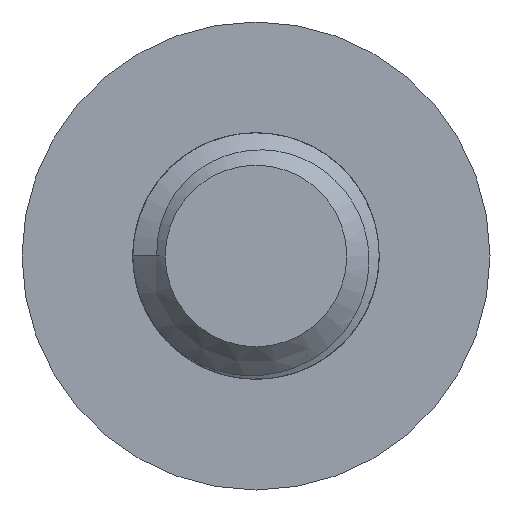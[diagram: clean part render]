
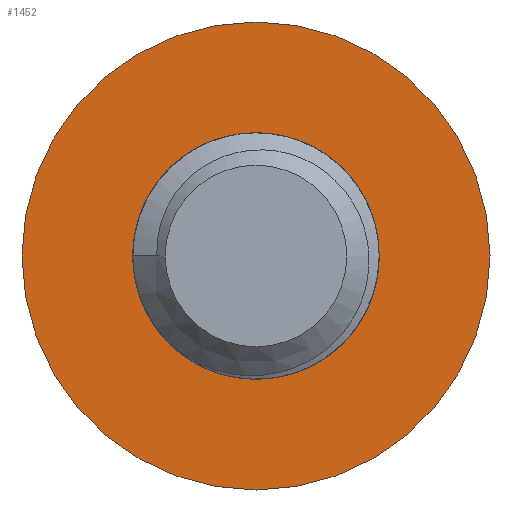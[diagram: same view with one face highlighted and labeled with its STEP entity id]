
A CAD part, left-side view. The second image highlights one B-rep face of the part: STEP entity #1452.
In plain terms, the highlighted face is planar.
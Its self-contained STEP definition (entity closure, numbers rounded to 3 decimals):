
#24=PLANE('',#1563);
#36=FACE_BOUND('',#210,.T.);
#45=CIRCLE('',#1517,2.);
#48=CIRCLE('',#1549,3.8);
#57=CIRCLE('',#1564,2.);
#123=FACE_OUTER_BOUND('',#209,.T.);
#209=EDGE_LOOP('',(#1140));
#210=EDGE_LOOP('',(#1141,#1142));
#581=VERTEX_POINT('',#8672);
#582=VERTEX_POINT('',#8687);
#640=VERTEX_POINT('',#10777);
#753=EDGE_CURVE('',#581,#582,#45,.T.);
#840=EDGE_CURVE('',#640,#640,#48,.T.);
#854=EDGE_CURVE('',#582,#581,#57,.T.);
#1140=ORIENTED_EDGE('',*,*,#840,.F.);
#1141=ORIENTED_EDGE('',*,*,#854,.F.);
#1142=ORIENTED_EDGE('',*,*,#753,.F.);
#1452=ADVANCED_FACE('',(#123,#36),#24,.F.);
#1517=AXIS2_PLACEMENT_3D('',#8688,#1679,#1680);
#1549=AXIS2_PLACEMENT_3D('',#10779,#1771,#1772);
#1563=AXIS2_PLACEMENT_3D('',#10882,#1801,#1802);
#1564=AXIS2_PLACEMENT_3D('',#10883,#1803,#1804);
#1679=DIRECTION('center_axis',(0.,0.,-1.));
#1680=DIRECTION('ref_axis',(1.,0.,0.));
#1771=DIRECTION('center_axis',(0.,0.,1.));
#1772=DIRECTION('ref_axis',(1.,0.,0.));
#1801=DIRECTION('center_axis',(0.,0.,1.));
#1802=DIRECTION('ref_axis',(1.,0.,0.));
#1803=DIRECTION('center_axis',(0.,0.,-1.));
#1804=DIRECTION('ref_axis',(1.,0.,0.));
#8672=CARTESIAN_POINT('',(1.807,0.857,-2.2));
#8687=CARTESIAN_POINT('',(1.894,-0.643,-2.2));
#8688=CARTESIAN_POINT('Origin',(0.,0.,-2.2));
#10777=CARTESIAN_POINT('',(-3.8,0.,-2.2));
#10779=CARTESIAN_POINT('Origin',(0.,0.,-2.2));
#10882=CARTESIAN_POINT('Origin',(0.,-3.8,-2.2));
#10883=CARTESIAN_POINT('Origin',(0.,0.,-2.2));
